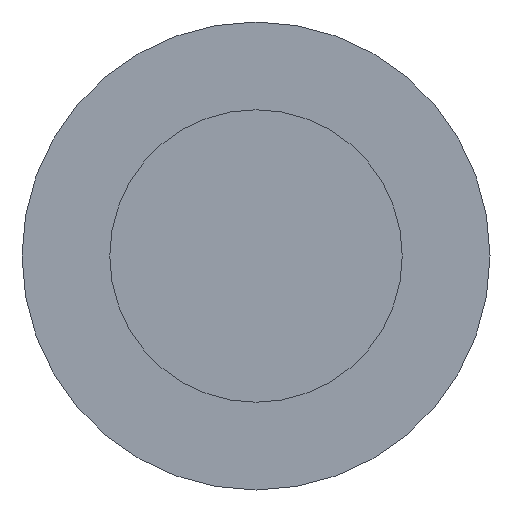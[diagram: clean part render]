
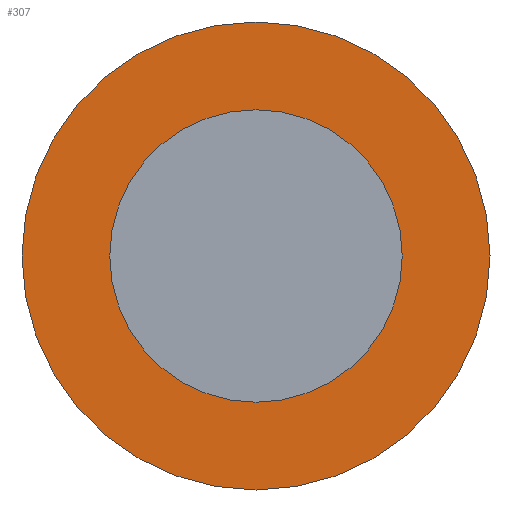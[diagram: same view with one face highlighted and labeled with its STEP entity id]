
A CAD part, front view. The second image highlights one B-rep face of the part: STEP entity #307.
In plain terms, the highlighted planar face has unit normal (0, -1, 0).
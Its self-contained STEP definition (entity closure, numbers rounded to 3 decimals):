
#14 = CARTESIAN_POINT ( 'NONE',  ( 0., 120., 0. ) ) ;
#24 = VERTEX_POINT ( 'NONE', #88 ) ;
#66 = CARTESIAN_POINT ( 'NONE',  ( 0., 120., 0. ) ) ;
#77 = DIRECTION ( 'NONE',  ( 0., 1., 0. ) ) ;
#88 = CARTESIAN_POINT ( 'NONE',  ( 0., 120., -160. ) ) ;
#95 = ORIENTED_EDGE ( 'NONE', *, *, #324, .F. ) ;
#185 = DIRECTION ( 'NONE',  ( 0., 1., 0. ) ) ;
#188 = DIRECTION ( 'NONE',  ( 0., 1., 0. ) ) ;
#217 = CIRCLE ( 'NONE', #328, 100. ) ;
#239 = AXIS2_PLACEMENT_3D ( 'NONE', #484, #592, #542 ) ;
#247 = EDGE_CURVE ( 'NONE', #319, #522, #713, .T. ) ;
#251 = DIRECTION ( 'NONE',  ( 0., 0., 1. ) ) ;
#272 = CARTESIAN_POINT ( 'NONE',  ( 0., 120., 160. ) ) ;
#307 = ADVANCED_FACE ( 'NONE', ( #599, #671 ), #712, .F. ) ;
#319 = VERTEX_POINT ( 'NONE', #373 ) ;
#324 = EDGE_CURVE ( 'NONE', #657, #24, #734, .T. ) ;
#328 = AXIS2_PLACEMENT_3D ( 'NONE', #14, #77, #501 ) ;
#333 = CARTESIAN_POINT ( 'NONE',  ( 0., 120., -100. ) ) ;
#349 = DIRECTION ( 'NONE',  ( 0., 0., 1. ) ) ;
#373 = CARTESIAN_POINT ( 'NONE',  ( 0., 120., 100. ) ) ;
#389 = AXIS2_PLACEMENT_3D ( 'NONE', #66, #188, #251 ) ;
#416 = AXIS2_PLACEMENT_3D ( 'NONE', #421, #185, #653 ) ;
#420 = CIRCLE ( 'NONE', #647, 160. ) ;
#421 = CARTESIAN_POINT ( 'NONE',  ( 0., 120., 0. ) ) ;
#435 = EDGE_CURVE ( 'NONE', #522, #319, #217, .T. ) ;
#449 = ORIENTED_EDGE ( 'NONE', *, *, #435, .T. ) ;
#450 = DIRECTION ( 'NONE',  ( 0., 1., 0. ) ) ;
#484 = CARTESIAN_POINT ( 'NONE',  ( 0., 120., 0. ) ) ;
#501 = DIRECTION ( 'NONE',  ( 0., 0., 1. ) ) ;
#514 = CARTESIAN_POINT ( 'NONE',  ( 0., 120., 0. ) ) ;
#522 = VERTEX_POINT ( 'NONE', #333 ) ;
#542 = DIRECTION ( 'NONE',  ( 0., 0., 1. ) ) ;
#556 = ORIENTED_EDGE ( 'NONE', *, *, #736, .F. ) ;
#592 = DIRECTION ( 'NONE',  ( 0., 1., 0. ) ) ;
#599 = FACE_BOUND ( 'NONE', #631, .T. ) ;
#631 = EDGE_LOOP ( 'NONE', ( #449, #759 ) ) ;
#647 = AXIS2_PLACEMENT_3D ( 'NONE', #514, #450, #349 ) ;
#653 = DIRECTION ( 'NONE',  ( 0., 0., 1. ) ) ;
#657 = VERTEX_POINT ( 'NONE', #272 ) ;
#671 = FACE_OUTER_BOUND ( 'NONE', #768, .T. ) ;
#712 = PLANE ( 'NONE',  #239 ) ;
#713 = CIRCLE ( 'NONE', #416, 100. ) ;
#734 = CIRCLE ( 'NONE', #389, 160. ) ;
#736 = EDGE_CURVE ( 'NONE', #24, #657, #420, .T. ) ;
#759 = ORIENTED_EDGE ( 'NONE', *, *, #247, .T. ) ;
#768 = EDGE_LOOP ( 'NONE', ( #556, #95 ) ) ;
